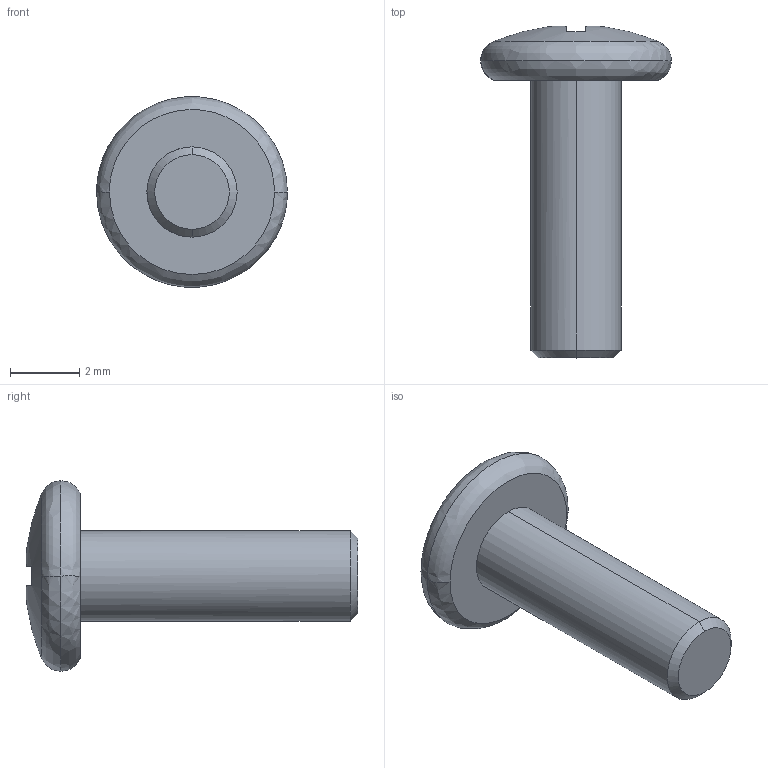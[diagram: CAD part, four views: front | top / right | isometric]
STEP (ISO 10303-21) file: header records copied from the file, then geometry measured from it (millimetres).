
FILE_DESCRIPTION(('CATIA V5 STEP Exchange'),'2;1');
FILE_NAME('BHS_M2_6X8.stp','2023-06-06T10:28:09+00:00',('none'),('none'),'CATIA Version 5 Release 20 GA (IN-10)','CATIA V5 STEP AP203','none');
FILE_SCHEMA(('CONFIG_CONTROL_DESIGN'));
Length unit declared in the file: millimetre
Products named in the file (1): BHS_M2_6X8
Bounding box: 5.5 x 9.57 x 5.49 mm (x, y, z)
Volume: 68.8 mm3; surface area: 131.5 mm2
Topology: 1 solids, 1 shells, 30 faces, 74 edges, 48 vertices
Faces by surface type: cylinder 12, plane 11, bspline 5, cone 2
Entity records: 987 total; most frequent: CARTESIAN_POINT 321, ORIENTED_EDGE 148, DIRECTION 96, EDGE_CURVE 74, VERTEX_POINT 48, AXIS2_PLACEMENT_3D 42, EDGE_LOOP 32, VECTOR 30
